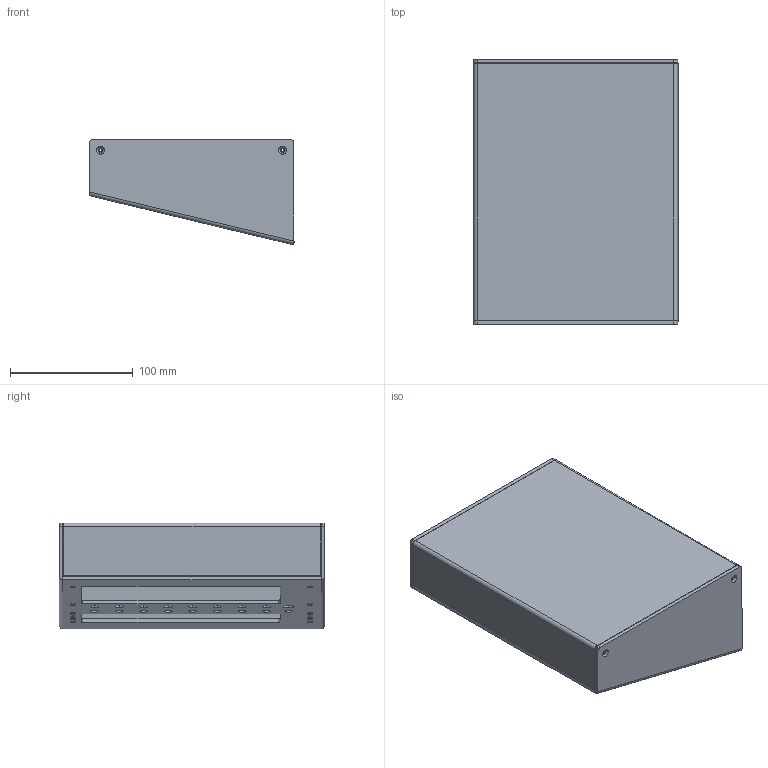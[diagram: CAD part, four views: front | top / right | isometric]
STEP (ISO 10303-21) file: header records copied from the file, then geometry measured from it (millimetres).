
FILE_DESCRIPTION (( 'STEP AP214' ), '1' );
FILE_NAME ('6979_500 6 Apr 17.STEP', '2017-04-06T17:20:25', ( '' ), ( '' ), 'SwSTEP 2.0', 'SolidWorks 2015', '' );
FILE_SCHEMA (( 'AUTOMOTIVE_DESIGN' ));
Length unit declared in the file: millimetre
Products named in the file (6): CLPM50H060; 6979_AB; 6979_AA; 6979_500 6 Apr 17; Tab Corner 3 X 12 X 12; INSM30135
Assembly tree (26 placements, depth 2):
  6979_500 6 Apr 17
    6979_AA
    6979_AB
    CLPM50H060  x8
    INSM30135  x12
    Tab Corner 3 X 12 X 12  x4
Bounding box: 166.7 x 216 x 86 mm (x, y, z)
Volume: 302075.5 mm3; surface area: 222292 mm2
Topology: 26 solids, 26 shells, 634 faces, 1635 edges, 1066 vertices
Faces by surface type: cylinder 314, plane 276, cone 44
Entity records: 14517 total; most frequent: DIRECTION 2581, CARTESIAN_POINT 2447, ORIENTED_EDGE 2394, EDGE_CURVE 1197, AXIS2_PLACEMENT_3D 926, VERTEX_POINT 776, VECTOR 729, LINE 729
